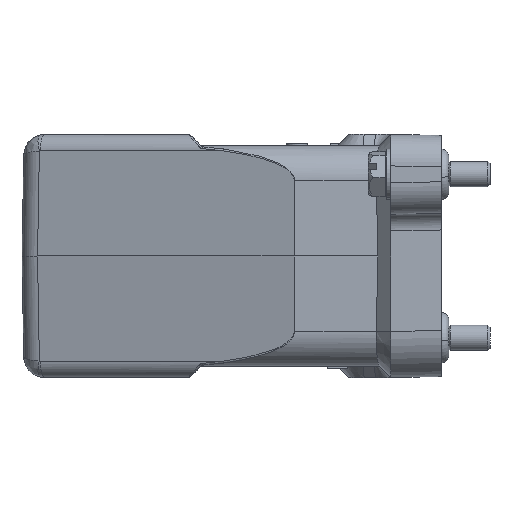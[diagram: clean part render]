
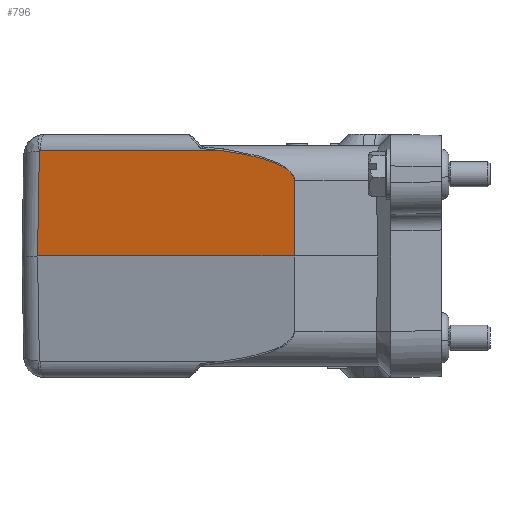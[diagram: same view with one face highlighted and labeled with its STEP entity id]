
A CAD part, left-side view. The second image highlights one B-rep face of the part: STEP entity #796.
In plain terms, the highlighted planar face has unit normal (-0.966, 0.259, 0.018).
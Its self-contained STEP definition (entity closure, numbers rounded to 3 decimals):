
#375=PLANE('',#8942);
#796=ADVANCED_FACE('NONE',(#1412),#375,.T.);
#1412=FACE_OUTER_BOUND('',#1916,.T.);
#1916=EDGE_LOOP('',(#4933,#4934,#4935,#4936,#4937,#4938));
#2619=LINE('',#15015,#3261);
#2620=LINE('',#15022,#3262);
#2642=LINE('',#15494,#3284);
#2643=LINE('',#15506,#3285);
#3261=VECTOR('',#10136,1.);
#3262=VECTOR('',#10139,1.);
#3284=VECTOR('',#10213,1.);
#3285=VECTOR('',#10216,1.);
#4933=ORIENTED_EDGE('',*,*,#7528,.F.);
#4934=ORIENTED_EDGE('',*,*,#7601,.T.);
#4935=ORIENTED_EDGE('',*,*,#7671,.F.);
#4936=ORIENTED_EDGE('',*,*,#7668,.T.);
#4937=ORIENTED_EDGE('',*,*,#7598,.T.);
#4938=ORIENTED_EDGE('',*,*,#7599,.T.);
#6517=VERTEX_POINT('',#14222);
#6518=VERTEX_POINT('',#14227);
#6559=VERTEX_POINT('',#14815);
#6561=VERTEX_POINT('',#14853);
#6562=VERTEX_POINT('',#15021);
#6605=VERTEX_POINT('',#15495);
#7528=EDGE_CURVE('NONE',#6517,#6518,#8390,.T.);
#7598=EDGE_CURVE('NONE',#6561,#6559,#8435,.T.);
#7599=EDGE_CURVE('NONE',#6559,#6518,#2619,.T.);
#7601=EDGE_CURVE('NONE',#6517,#6562,#2620,.T.);
#7668=EDGE_CURVE('NONE',#6605,#6561,#2642,.T.);
#7671=EDGE_CURVE('NONE',#6605,#6562,#2643,.T.);
#8390=B_SPLINE_CURVE_WITH_KNOTS('',3,(#14223,#14224,#14225,#14226),
 .UNSPECIFIED.,.F.,.F.,(4,4),(0.,1.),.UNSPECIFIED.);
#8435=B_SPLINE_CURVE_WITH_KNOTS('',3,(#14883,#14884,#14885,#14886,#14887,
#14888,#14889,#14890,#14891,#14892,#14893,#14894,#14895,#14896,#14897,#14898,
#14899,#14900,#14901,#14902,#14903,#14904,#14905,#14906,#14907,#14908,#14909,
#14910,#14911,#14912,#14913,#14914,#14915,#14916,#14917,#14918,#14919,#14920,
#14921,#14922,#14923,#14924,#14925,#14926),.UNSPECIFIED.,.F.,.F.,(4,2,1,
1,1,1,2,2,1,1,1,1,1,2,2,1,1,1,1,1,1,2,2,1,1,1,1,1,1,1,2,2,4),(0.,0.125,
0.156,0.172,0.18,0.184,
0.186,0.188,0.219,0.234,
0.242,0.246,0.248,0.249,
0.25,0.375,0.438,0.469,
0.484,0.492,0.496,0.498,
0.5,0.625,0.688,0.719,
0.734,0.742,0.746,0.748,
0.749,0.75,1.),.UNSPECIFIED.);
#8942=AXIS2_PLACEMENT_3D('',#15507,#10217,#10218);
#10136=DIRECTION('',(0.259,0.966,0.));
#10139=DIRECTION('',(-0.013,0.017,-1.));
#10213=DIRECTION('',(0.017,-0.002,1.));
#10216=DIRECTION('',(0.259,0.966,0.));
#10217=DIRECTION('',(-0.966,0.259,0.017));
#10218=DIRECTION('',(-0.259,-0.966,0.));
#14222=CARTESIAN_POINT('',(-28.241,95.857,25.04));
#14223=CARTESIAN_POINT('',(-28.241,95.857,25.04));
#14224=CARTESIAN_POINT('',(-28.262,95.778,25.06));
#14225=CARTESIAN_POINT('',(-28.283,95.697,25.07));
#14226=CARTESIAN_POINT('',(-28.305,95.615,25.07));
#14227=CARTESIAN_POINT('',(-28.305,95.615,25.07));
#14815=CARTESIAN_POINT('',(-40.029,51.861,25.07));
#14853=CARTESIAN_POINT('',(-44.67,35.022,17.948));
#14883=CARTESIAN_POINT('',(-44.67,35.022,17.948));
#14884=CARTESIAN_POINT('',(-44.661,35.022,18.453));
#14885=CARTESIAN_POINT('',(-44.605,35.197,18.952));
#14886=CARTESIAN_POINT('',(-44.477,35.634,19.566));
#14887=CARTESIAN_POINT('',(-44.434,35.782,19.75));
#14888=CARTESIAN_POINT('',(-44.376,35.982,19.962));
#14889=CARTESIAN_POINT('',(-44.345,36.09,20.068));
#14890=CARTESIAN_POINT('',(-44.329,36.145,20.121));
#14891=CARTESIAN_POINT('',(-44.323,36.17,20.143));
#14892=CARTESIAN_POINT('',(-44.318,36.186,20.158));
#14893=CARTESIAN_POINT('',(-44.315,36.195,20.167));
#14894=CARTESIAN_POINT('',(-44.28,36.32,20.282));
#14895=CARTESIAN_POINT('',(-44.226,36.508,20.442));
#14896=CARTESIAN_POINT('',(-44.159,36.746,20.625));
#14897=CARTESIAN_POINT('',(-44.125,36.87,20.715));
#14898=CARTESIAN_POINT('',(-44.107,36.933,20.76));
#14899=CARTESIAN_POINT('',(-44.098,36.965,20.782));
#14900=CARTESIAN_POINT('',(-44.094,36.979,20.792));
#14901=CARTESIAN_POINT('',(-44.091,36.988,20.798));
#14902=CARTESIAN_POINT('',(-44.09,36.993,20.802));
#14903=CARTESIAN_POINT('',(-43.958,37.463,21.128));
#14904=CARTESIAN_POINT('',(-43.733,38.273,21.597));
#14905=CARTESIAN_POINT('',(-43.417,39.415,22.115));
#14906=CARTESIAN_POINT('',(-43.247,40.035,22.366));
#14907=CARTESIAN_POINT('',(-43.158,40.357,22.49));
#14908=CARTESIAN_POINT('',(-43.113,40.521,22.552));
#14909=CARTESIAN_POINT('',(-43.09,40.604,22.583));
#14910=CARTESIAN_POINT('',(-43.081,40.639,22.596));
#14911=CARTESIAN_POINT('',(-43.074,40.663,22.604));
#14912=CARTESIAN_POINT('',(-43.07,40.677,22.609));
#14913=CARTESIAN_POINT('',(-42.888,41.339,22.852));
#14914=CARTESIAN_POINT('',(-42.602,42.387,23.192));
#14915=CARTESIAN_POINT('',(-42.235,43.729,23.56));
#14916=CARTESIAN_POINT('',(-42.044,44.431,23.737));
#14917=CARTESIAN_POINT('',(-41.946,44.789,23.823));
#14918=CARTESIAN_POINT('',(-41.897,44.97,23.866));
#14919=CARTESIAN_POINT('',(-41.872,45.061,23.887));
#14920=CARTESIAN_POINT('',(-41.86,45.107,23.897));
#14921=CARTESIAN_POINT('',(-41.855,45.126,23.902));
#14922=CARTESIAN_POINT('',(-41.851,45.139,23.905));
#14923=CARTESIAN_POINT('',(-41.85,45.145,23.906));
#14924=CARTESIAN_POINT('',(-41.294,47.186,24.378));
#14925=CARTESIAN_POINT('',(-40.688,49.422,24.765));
#14926=CARTESIAN_POINT('',(-40.029,51.861,25.07));
#15015=CARTESIAN_POINT('',(-27.161,99.887,25.07));
#15021=CARTESIAN_POINT('',(-28.576,96.295,0.));
#15022=CARTESIAN_POINT('',(-28.241,95.857,25.04));
#15494=CARTESIAN_POINT('',(-44.983,35.064,0.));
#15495=CARTESIAN_POINT('',(-44.983,35.064,0.));
#15506=CARTESIAN_POINT('',(-27.583,100.,0.));
#15507=CARTESIAN_POINT('',(-27.583,100.,0.));
